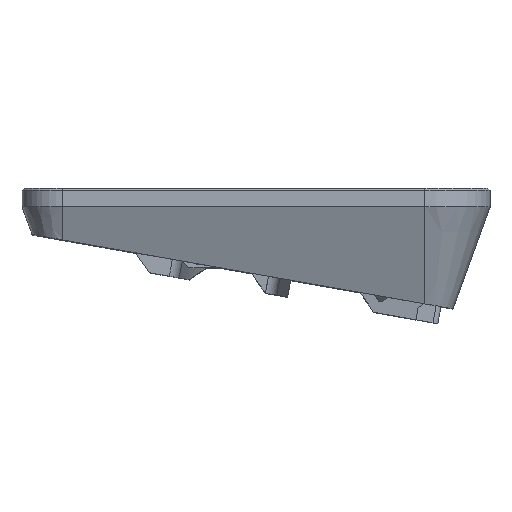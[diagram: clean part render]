
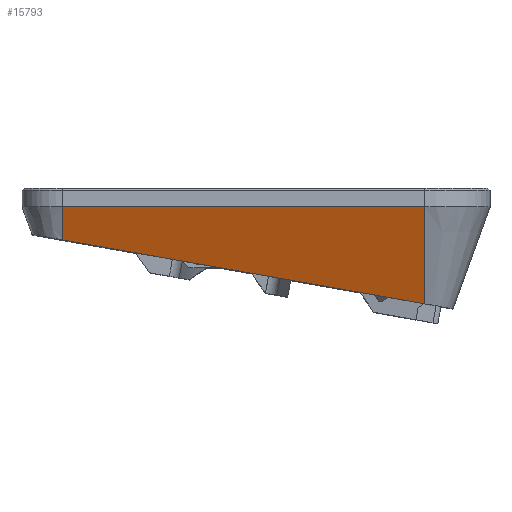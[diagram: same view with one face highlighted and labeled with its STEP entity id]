
A CAD part, top view. The second image highlights one B-rep face of the part: STEP entity #15793.
In plain terms, the highlighted face is planar.
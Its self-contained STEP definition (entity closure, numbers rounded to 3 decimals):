
#1102=FACE_OUTER_BOUND('',#1981,.T.);
#1981=EDGE_LOOP('',(#12390,#12391,#12392,#12393));
#3519=LINE('',#25364,#5201);
#3534=LINE('',#25420,#5216);
#3535=LINE('',#25422,#5217);
#3536=LINE('',#25423,#5218);
#5201=VECTOR('',#20255,1000.);
#5216=VECTOR('',#20308,1000.);
#5217=VECTOR('',#20309,1000.);
#5218=VECTOR('',#20310,1000.);
#7276=VERTEX_POINT('',#25361);
#7277=VERTEX_POINT('',#25363);
#7293=VERTEX_POINT('',#25419);
#7294=VERTEX_POINT('',#25421);
#9199=EDGE_CURVE('',#7276,#7277,#3519,.T.);
#9225=EDGE_CURVE('',#7276,#7293,#3534,.T.);
#9226=EDGE_CURVE('',#7294,#7293,#3535,.T.);
#9227=EDGE_CURVE('',#7294,#7277,#3536,.T.);
#12390=ORIENTED_EDGE('',*,*,#9225,.T.);
#12391=ORIENTED_EDGE('',*,*,#9226,.F.);
#12392=ORIENTED_EDGE('',*,*,#9227,.T.);
#12393=ORIENTED_EDGE('',*,*,#9199,.F.);
#15123=PLANE('',#17002);
#15793=ADVANCED_FACE('',(#1102),#15123,.T.);
#17002=AXIS2_PLACEMENT_3D('',#25418,#20306,#20307);
#20255=DIRECTION('',(-0.983,-0.063,0.173));
#20306=DIRECTION('center_axis',(0.,-0.94,
-0.342));
#20307=DIRECTION('ref_axis',(1.,0.,0.));
#20308=DIRECTION('',(0.,-0.342,0.94));
#20309=DIRECTION('',(1.,0.,0.));
#20310=DIRECTION('',(0.,0.342,-0.94));
#25361=CARTESIAN_POINT('',(75.1,-44.647,-0.285));
#25363=CARTESIAN_POINT('',(-13.9,-50.358,15.408));
#25364=CARTESIAN_POINT('',(38.03,-47.026,6.251));
#25418=CARTESIAN_POINT('Origin',(38.1,-47.153,6.6));
#25419=CARTESIAN_POINT('',(75.1,-53.34,23.6));
#25420=CARTESIAN_POINT('',(75.1,-47.153,6.6));
#25421=CARTESIAN_POINT('',(-13.9,-53.34,23.6));
#25422=CARTESIAN_POINT('',(75.1,-53.34,23.6));
#25423=CARTESIAN_POINT('',(-13.9,-53.34,23.6));
